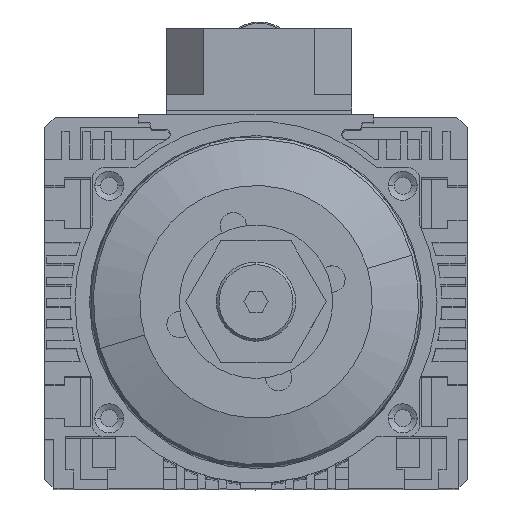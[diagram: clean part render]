
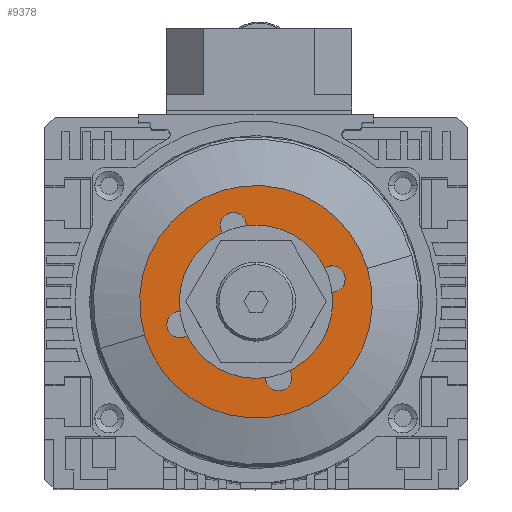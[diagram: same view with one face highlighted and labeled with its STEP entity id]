
A CAD part, top view. The second image highlights one B-rep face of the part: STEP entity #9378.
In plain terms, the highlighted face is planar.
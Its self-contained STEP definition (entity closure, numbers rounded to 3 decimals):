
#223 = AXIS2_PLACEMENT_3D ( 'NONE', #10373, #7714, #12000 ) ;
#275 = DIRECTION ( 'NONE',  ( 0., 0., -1. ) ) ;
#318 = EDGE_LOOP ( 'NONE', ( #16589, #8176 ) ) ;
#612 = EDGE_CURVE ( 'NONE', #14103, #3375, #13168, .T. ) ;
#638 = DIRECTION ( 'NONE',  ( -1., 0., 0. ) ) ;
#906 = FACE_BOUND ( 'NONE', #1907, .T. ) ;
#1103 = ORIENTED_EDGE ( 'NONE', *, *, #11612, .T. ) ;
#1125 = CIRCLE ( 'NONE', #8118, 5. ) ;
#1145 = CIRCLE ( 'NONE', #17394, 5. ) ;
#1306 = PLANE ( 'NONE',  #8707 ) ;
#1732 = EDGE_LOOP ( 'NONE', ( #11126, #1103 ) ) ;
#1907 = EDGE_LOOP ( 'NONE', ( #2174, #6446 ) ) ;
#2155 = AXIS2_PLACEMENT_3D ( 'NONE', #14358, #17251, #5790 ) ;
#2174 = ORIENTED_EDGE ( 'NONE', *, *, #5220, .T. ) ;
#2187 = CARTESIAN_POINT ( 'NONE',  ( 508.43, 513.069, -5. ) ) ;
#2259 = CARTESIAN_POINT ( 'NONE',  ( 508.43, 483.069, 44. ) ) ;
#2546 = DIRECTION ( 'NONE',  ( -1., 0., 0. ) ) ;
#2688 = CARTESIAN_POINT ( 'NONE',  ( 508.43, 483.069, 35. ) ) ;
#2797 = DIRECTION ( 'NONE',  ( -1., 0., 0. ) ) ;
#2829 = CARTESIAN_POINT ( 'NONE',  ( 508.43, 483.069, -15.5 ) ) ;
#2885 = CIRCLE ( 'NONE', #18238, 5. ) ;
#3203 = ORIENTED_EDGE ( 'NONE', *, *, #7304, .F. ) ;
#3375 = VERTEX_POINT ( 'NONE', #15454 ) ;
#3655 = CARTESIAN_POINT ( 'NONE',  ( 508.43, 453.069, 5. ) ) ;
#3677 = EDGE_CURVE ( 'NONE', #5869, #6564, #12379, .T. ) ;
#3832 = DIRECTION ( 'NONE',  ( -1., 0., 0. ) ) ;
#3994 = DIRECTION ( 'NONE',  ( -1., 0., 0. ) ) ;
#4146 = ORIENTED_EDGE ( 'NONE', *, *, #612, .F. ) ;
#4164 = DIRECTION ( 'NONE',  ( 0., 0., -1. ) ) ;
#4175 = CARTESIAN_POINT ( 'NONE',  ( 508.43, 483.069, -30. ) ) ;
#4391 = VERTEX_POINT ( 'NONE', #14657 ) ;
#4733 = EDGE_CURVE ( 'NONE', #13703, #4391, #1145, .T. ) ;
#4833 = ORIENTED_EDGE ( 'NONE', *, *, #10297, .T. ) ;
#5162 = DIRECTION ( 'NONE',  ( -1., 0., 0. ) ) ;
#5220 = EDGE_CURVE ( 'NONE', #11388, #6782, #2885, .T. ) ;
#5331 = CARTESIAN_POINT ( 'NONE',  ( 508.43, 483.069, 0. ) ) ;
#5376 = EDGE_CURVE ( 'NONE', #6564, #5869, #14040, .T. ) ;
#5687 = DIRECTION ( 'NONE',  ( 0., 0., -1. ) ) ;
#5790 = DIRECTION ( 'NONE',  ( 0., 0., -1. ) ) ;
#5819 = VERTEX_POINT ( 'NONE', #11205 ) ;
#5869 = VERTEX_POINT ( 'NONE', #18169 ) ;
#5912 = DIRECTION ( 'NONE',  ( -1., 0., 0. ) ) ;
#6446 = ORIENTED_EDGE ( 'NONE', *, *, #9424, .T. ) ;
#6506 = CIRCLE ( 'NONE', #8259, 5. ) ;
#6564 = VERTEX_POINT ( 'NONE', #3655 ) ;
#6597 = DIRECTION ( 'NONE',  ( 0., 0., 1. ) ) ;
#6782 = VERTEX_POINT ( 'NONE', #14162 ) ;
#6923 = CIRCLE ( 'NONE', #11949, 5. ) ;
#6951 = CARTESIAN_POINT ( 'NONE',  ( 508.43, 513.069, 0. ) ) ;
#6990 = CIRCLE ( 'NONE', #13137, 5. ) ;
#7247 = CARTESIAN_POINT ( 'NONE',  ( 508.43, 453.069, 0. ) ) ;
#7304 = EDGE_CURVE ( 'NONE', #3375, #14103, #9940, .T. ) ;
#7714 = DIRECTION ( 'NONE',  ( -1., 0., 0. ) ) ;
#7772 = VERTEX_POINT ( 'NONE', #2829 ) ;
#8095 = FACE_OUTER_BOUND ( 'NONE', #15877, .T. ) ;
#8101 = CIRCLE ( 'NONE', #16081, 15.5 ) ;
#8118 = AXIS2_PLACEMENT_3D ( 'NONE', #8407, #3994, #16916 ) ;
#8176 = ORIENTED_EDGE ( 'NONE', *, *, #14102, .F. ) ;
#8259 = AXIS2_PLACEMENT_3D ( 'NONE', #17795, #16307, #13343 ) ;
#8311 = AXIS2_PLACEMENT_3D ( 'NONE', #7247, #5912, #275 ) ;
#8407 = CARTESIAN_POINT ( 'NONE',  ( 508.43, 483.069, 30. ) ) ;
#8637 = DIRECTION ( 'NONE',  ( -1., 0., 0. ) ) ;
#8707 = AXIS2_PLACEMENT_3D ( 'NONE', #11250, #8637, #14131 ) ;
#9378 = ADVANCED_FACE ( 'NONE', ( #13689, #8095, #15716, #12320, #906, #10796 ), #1306, .F. ) ;
#9424 = EDGE_CURVE ( 'NONE', #6782, #11388, #6990, .T. ) ;
#9568 = ORIENTED_EDGE ( 'NONE', *, *, #3677, .T. ) ;
#9911 = EDGE_CURVE ( 'NONE', #11119, #5819, #1125, .T. ) ;
#9940 = CIRCLE ( 'NONE', #11900, 44. ) ;
#10143 = ORIENTED_EDGE ( 'NONE', *, *, #5376, .T. ) ;
#10297 = EDGE_CURVE ( 'NONE', #5819, #11119, #6506, .T. ) ;
#10300 = AXIS2_PLACEMENT_3D ( 'NONE', #5331, #11132, #12579 ) ;
#10373 = CARTESIAN_POINT ( 'NONE',  ( 508.43, 483.069, 0. ) ) ;
#10664 = DIRECTION ( 'NONE',  ( 0., 0., -1. ) ) ;
#10796 = FACE_BOUND ( 'NONE', #1732, .T. ) ;
#10846 = CARTESIAN_POINT ( 'NONE',  ( 508.43, 483.069, 0. ) ) ;
#10984 = CIRCLE ( 'NONE', #10300, 15.5 ) ;
#11089 = VERTEX_POINT ( 'NONE', #16798 ) ;
#11119 = VERTEX_POINT ( 'NONE', #2688 ) ;
#11126 = ORIENTED_EDGE ( 'NONE', *, *, #4733, .T. ) ;
#11132 = DIRECTION ( 'NONE',  ( 1., 0., 0. ) ) ;
#11205 = CARTESIAN_POINT ( 'NONE',  ( 508.43, 483.069, 25. ) ) ;
#11250 = CARTESIAN_POINT ( 'NONE',  ( 508.43, 527.069, 0. ) ) ;
#11356 = DIRECTION ( 'NONE',  ( 0., 0., -1. ) ) ;
#11388 = VERTEX_POINT ( 'NONE', #15941 ) ;
#11612 = EDGE_CURVE ( 'NONE', #4391, #13703, #6923, .T. ) ;
#11900 = AXIS2_PLACEMENT_3D ( 'NONE', #10846, #5162, #6597 ) ;
#11949 = AXIS2_PLACEMENT_3D ( 'NONE', #12192, #638, #17951 ) ;
#12000 = DIRECTION ( 'NONE',  ( 0., 0., 1. ) ) ;
#12089 = CARTESIAN_POINT ( 'NONE',  ( 508.43, 483.069, 0. ) ) ;
#12192 = CARTESIAN_POINT ( 'NONE',  ( 508.43, 513.069, 0. ) ) ;
#12320 = FACE_BOUND ( 'NONE', #16249, .T. ) ;
#12379 = CIRCLE ( 'NONE', #2155, 5. ) ;
#12579 = DIRECTION ( 'NONE',  ( 0., 0., -1. ) ) ;
#13137 = AXIS2_PLACEMENT_3D ( 'NONE', #4175, #2797, #5687 ) ;
#13168 = CIRCLE ( 'NONE', #223, 44. ) ;
#13343 = DIRECTION ( 'NONE',  ( 0., 0., -1. ) ) ;
#13689 = FACE_BOUND ( 'NONE', #318, .T. ) ;
#13703 = VERTEX_POINT ( 'NONE', #2187 ) ;
#13796 = CARTESIAN_POINT ( 'NONE',  ( 508.43, 483.069, -30. ) ) ;
#14040 = CIRCLE ( 'NONE', #8311, 5. ) ;
#14102 = EDGE_CURVE ( 'NONE', #11089, #7772, #8101, .T. ) ;
#14103 = VERTEX_POINT ( 'NONE', #2259 ) ;
#14131 = DIRECTION ( 'NONE',  ( 0., 0., 1. ) ) ;
#14162 = CARTESIAN_POINT ( 'NONE',  ( 508.43, 483.069, -25. ) ) ;
#14207 = ORIENTED_EDGE ( 'NONE', *, *, #9911, .T. ) ;
#14208 = EDGE_CURVE ( 'NONE', #7772, #11089, #10984, .T. ) ;
#14358 = CARTESIAN_POINT ( 'NONE',  ( 508.43, 453.069, 0. ) ) ;
#14657 = CARTESIAN_POINT ( 'NONE',  ( 508.43, 513.069, 5. ) ) ;
#15454 = CARTESIAN_POINT ( 'NONE',  ( 508.43, 483.069, -44. ) ) ;
#15716 = FACE_BOUND ( 'NONE', #16229, .T. ) ;
#15877 = EDGE_LOOP ( 'NONE', ( #4146, #3203 ) ) ;
#15941 = CARTESIAN_POINT ( 'NONE',  ( 508.43, 483.069, -35. ) ) ;
#16081 = AXIS2_PLACEMENT_3D ( 'NONE', #12089, #17857, #10664 ) ;
#16229 = EDGE_LOOP ( 'NONE', ( #9568, #10143 ) ) ;
#16249 = EDGE_LOOP ( 'NONE', ( #4833, #14207 ) ) ;
#16307 = DIRECTION ( 'NONE',  ( -1., 0., 0. ) ) ;
#16589 = ORIENTED_EDGE ( 'NONE', *, *, #14208, .F. ) ;
#16798 = CARTESIAN_POINT ( 'NONE',  ( 508.43, 483.069, 15.5 ) ) ;
#16916 = DIRECTION ( 'NONE',  ( 0., 0., -1. ) ) ;
#17251 = DIRECTION ( 'NONE',  ( -1., 0., 0. ) ) ;
#17394 = AXIS2_PLACEMENT_3D ( 'NONE', #6951, #2546, #4164 ) ;
#17795 = CARTESIAN_POINT ( 'NONE',  ( 508.43, 483.069, 30. ) ) ;
#17857 = DIRECTION ( 'NONE',  ( 1., 0., 0. ) ) ;
#17951 = DIRECTION ( 'NONE',  ( 0., 0., -1. ) ) ;
#18169 = CARTESIAN_POINT ( 'NONE',  ( 508.43, 453.069, -5. ) ) ;
#18238 = AXIS2_PLACEMENT_3D ( 'NONE', #13796, #3832, #11356 ) ;
